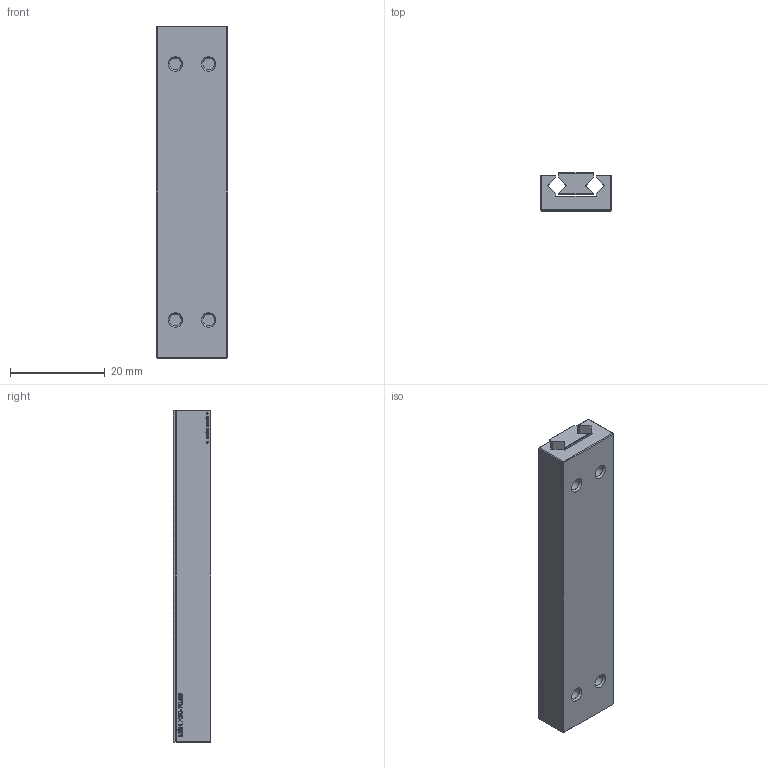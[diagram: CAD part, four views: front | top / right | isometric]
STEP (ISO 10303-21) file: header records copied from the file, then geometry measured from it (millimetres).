
FILE_DESCRIPTION(('FreeCAD Model'),'2;1');
FILE_NAME('MSR X30-70.60.step', '2020-04-07T20:01:00',('Author'),(''), 'Open CASCADE STEP processor 6.8','FreeCAD','Unknown');
FILE_SCHEMA(('AUTOMOTIVE_DESIGN_CC2 { 1 2 10303 214 -1 1 5 4 }'));
Length unit declared in the file: millimetre
Products named in the file (3): ASSEMBLY; TT; DP
Assembly tree (2 placements, depth 2):
  ASSEMBLY
    TT
    DP
Bounding box: 15 x 8 x 70 mm (x, y, z)
Volume: 6546.3 mm3; surface area: 6192 mm2
Topology: 2 solids, 2 shells, 614 faces, 1678 edges, 1106 vertices
Faces by surface type: extrusion 353, plane 249, cylinder 8, cone 4
Full cylindrical faces by diameter (mm): 2.5 x6, 4.25 x2
Entity records: 41557 total; most frequent: CARTESIAN_POINT 10319, DIRECTION 4501, VECTOR 3919, LINE 3566, ORIENTED_EDGE 3356, PCURVE 3356, DEFINITIONAL_REPRESENTATION 3356, B_SPLINE_CURVE_WITH_KNOTS 1785
